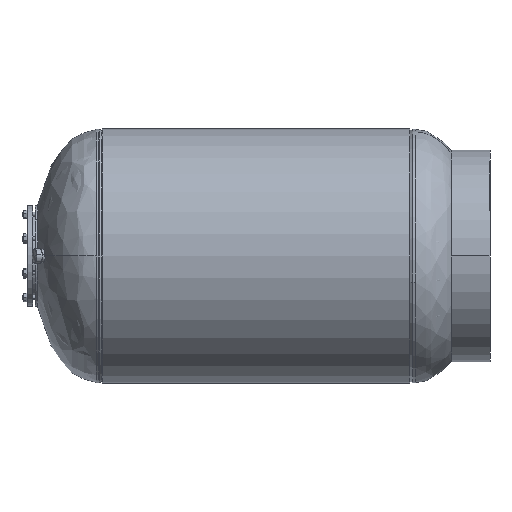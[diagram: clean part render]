
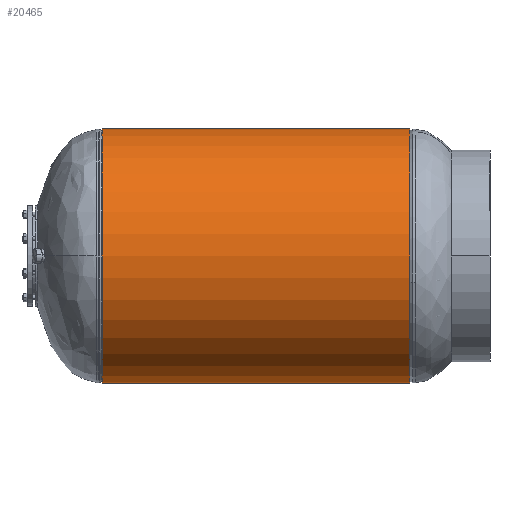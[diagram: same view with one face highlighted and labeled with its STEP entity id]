
A CAD part, left-side view. The second image highlights one B-rep face of the part: STEP entity #20465.
In plain terms, the highlighted cylindrical face has radius 459.816 mm (diameter 919.632 mm), a full revolution.
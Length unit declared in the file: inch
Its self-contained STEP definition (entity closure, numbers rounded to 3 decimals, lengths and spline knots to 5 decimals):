
#622 = EDGE_LOOP ( 'NONE', ( #17506, #3778, #14340, #15924 ) ) ;
#1268 = DIRECTION ( 'NONE',  ( 0., 0., -1. ) ) ;
#2760 = CARTESIAN_POINT ( 'NONE',  ( 0.00316, 43.68, -18.103 ) ) ;
#3778 = ORIENTED_EDGE ( 'NONE', *, *, #28022, .F. ) ;
#4047 = FACE_OUTER_BOUND ( 'NONE', #622, .T. ) ;
#4153 = VERTEX_POINT ( 'NONE', #2760 ) ;
#5751 = CARTESIAN_POINT ( 'NONE',  ( 0., 0., -18.103 ) ) ;
#5779 = CARTESIAN_POINT ( 'NONE',  ( 0.00316, 0., -18.103 ) ) ;
#6158 = DIRECTION ( 'NONE',  ( 0., -1., 0. ) ) ;
#6601 = CARTESIAN_POINT ( 'NONE',  ( 0., 43.68, 0. ) ) ;
#8009 = LINE ( 'NONE', #28885, #14297 ) ;
#11950 = DIRECTION ( 'NONE',  ( 0., 0., -1. ) ) ;
#12121 = DIRECTION ( 'NONE',  ( 0., 1., 0. ) ) ;
#13743 = EDGE_CURVE ( 'NONE', #16738, #4153, #33328, .T. ) ;
#13944 = CIRCLE ( 'NONE', #17824, 18.103 ) ;
#14297 = VECTOR ( 'NONE', #18295, 39.37008 ) ;
#14340 = ORIENTED_EDGE ( 'NONE', *, *, #13743, .T. ) ;
#15924 = ORIENTED_EDGE ( 'NONE', *, *, #26151, .T. ) ;
#16204 = AXIS2_PLACEMENT_3D ( 'NONE', #27544, #6158, #1268 ) ;
#16393 = VECTOR ( 'NONE', #12121, 39.37008 ) ;
#16738 = VERTEX_POINT ( 'NONE', #5779 ) ;
#16834 = CARTESIAN_POINT ( 'NONE',  ( 0., 43.68, -18.103 ) ) ;
#17506 = ORIENTED_EDGE ( 'NONE', *, *, #17881, .F. ) ;
#17824 = AXIS2_PLACEMENT_3D ( 'NONE', #6601, #30042, #11950 ) ;
#17881 = EDGE_CURVE ( 'NONE', #25680, #34069, #8009, .T. ) ;
#18295 = DIRECTION ( 'NONE',  ( 0., 1., 0. ) ) ;
#20465 = ADVANCED_FACE ( 'NONE', ( #4047 ), #30138, .T. ) ;
#22641 = AXIS2_PLACEMENT_3D ( 'NONE', #33086, #25278, #22676 ) ;
#22676 = DIRECTION ( 'NONE',  ( 0., 0., -1. ) ) ;
#25278 = DIRECTION ( 'NONE',  ( 0., -1., 0. ) ) ;
#25680 = VERTEX_POINT ( 'NONE', #5751 ) ;
#26151 = EDGE_CURVE ( 'NONE', #4153, #34069, #13944, .T. ) ;
#27544 = CARTESIAN_POINT ( 'NONE',  ( 0., 0., 0. ) ) ;
#28022 = EDGE_CURVE ( 'NONE', #16738, #25680, #31195, .T. ) ;
#28885 = CARTESIAN_POINT ( 'NONE',  ( 0., 0., -18.103 ) ) ;
#30042 = DIRECTION ( 'NONE',  ( 0., -1., 0. ) ) ;
#30138 = CYLINDRICAL_SURFACE ( 'NONE', #22641, 18.103 ) ;
#31195 = CIRCLE ( 'NONE', #16204, 18.103 ) ;
#33086 = CARTESIAN_POINT ( 'NONE',  ( 0., 0., 0. ) ) ;
#33328 = LINE ( 'NONE', #34310, #16393 ) ;
#34069 = VERTEX_POINT ( 'NONE', #16834 ) ;
#34310 = CARTESIAN_POINT ( 'NONE',  ( 0.00316, 0., -18.103 ) ) ;
